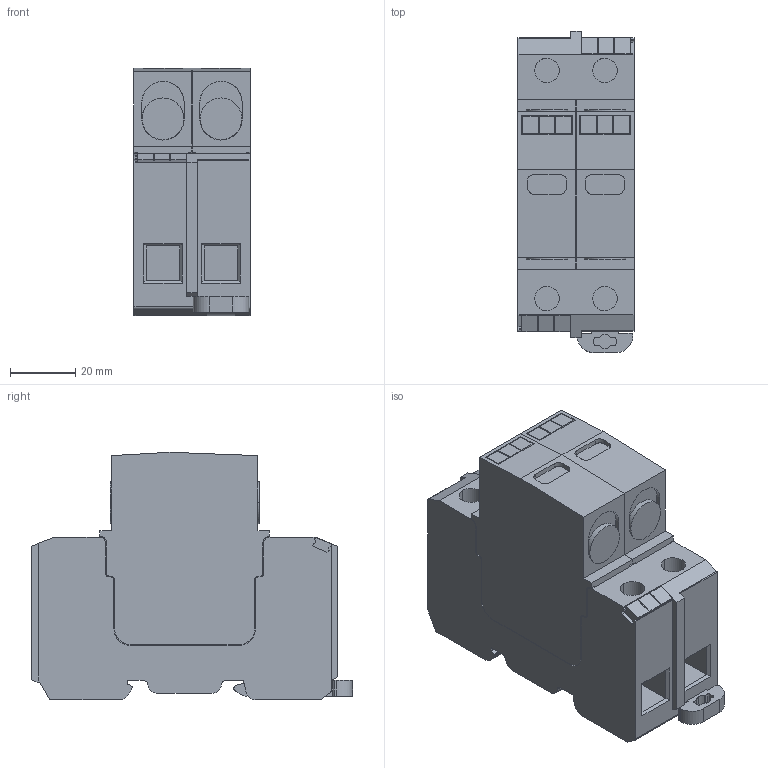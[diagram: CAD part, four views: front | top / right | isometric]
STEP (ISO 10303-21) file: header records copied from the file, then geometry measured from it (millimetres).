
FILE_DESCRIPTION(('CATIA V5 STEP Exchange','CAx-IF Rec.Pracs.--- Model Styling and Organization---1.4--- 2014-01-23'),'2;1');
FILE_NAME ('7051733_6', '2018-12-17T11:51:20+00:00', ('none'), ('Weidmueller'), 'CATIA Version 5-6 Release 2016 SP3 HF44', 'CATIA V5 STEP AP214', 'none');
FILE_SCHEMA(('AUTOMOTIVE_DESIGN { 1 0 10303 214 1 1 1 1 }'));
Length unit declared in the file: millimetre
Products named in the file (1): S3D_VPU_I_II_1-1_XXX
Bounding box: 35.6 x 98.5 x 75.9 mm (x, y, z)
Volume: 183864.4 mm3; surface area: 49331.2 mm2
Topology: 14 solids, 14 shells, 587 faces, 1616 edges, 1074 vertices
Faces by surface type: plane 404, cylinder 167, extrusion 16
Entity records: 20072 total; most frequent: CARTESIAN_POINT 4837, ORIENTED_EDGE 3232, DIRECTION 2587, EDGE_CURVE 1616, VECTOR 1258, LINE 1242, VERTEX_POINT 1074, AXIS2_PLACEMENT_3D 791
